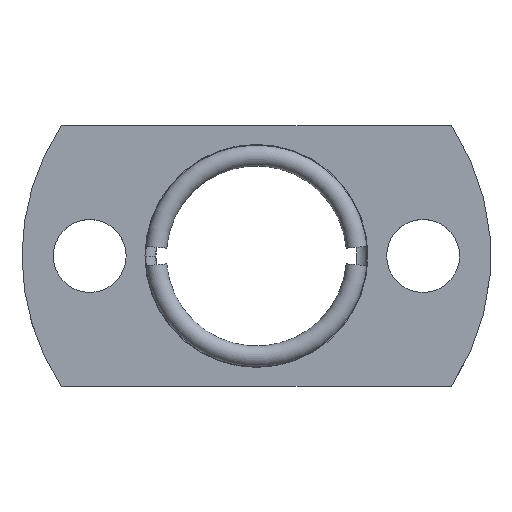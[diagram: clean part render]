
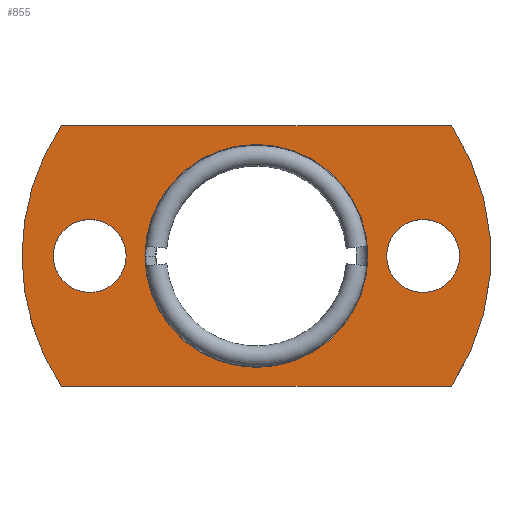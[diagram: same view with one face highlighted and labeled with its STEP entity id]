
A CAD part, top view. The second image highlights one B-rep face of the part: STEP entity #855.
In plain terms, the highlighted planar face has unit normal (0, 0, 1).
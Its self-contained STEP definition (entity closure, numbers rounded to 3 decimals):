
#36 = VERTEX_POINT ( 'NONE', #828 ) ;
#41 = EDGE_CURVE ( 'NONE', #56, #806, #858, .T. ) ;
#45 = CARTESIAN_POINT ( 'NONE',  ( -16., 0., 9.2 ) ) ;
#52 = AXIS2_PLACEMENT_3D ( 'NONE', #895, #672, #496 ) ;
#53 = EDGE_LOOP ( 'NONE', ( #287, #273 ) ) ;
#56 = VERTEX_POINT ( 'NONE', #341 ) ;
#71 = VERTEX_POINT ( 'NONE', #416 ) ;
#75 = PLANE ( 'NONE',  #904 ) ;
#85 = CARTESIAN_POINT ( 'NONE',  ( 16., 0., 9.2 ) ) ;
#96 = CIRCLE ( 'NONE', #850, 22.5 ) ;
#99 = CARTESIAN_POINT ( 'NONE',  ( -22.5, 0., 9.2 ) ) ;
#106 = DIRECTION ( 'NONE',  ( 0., 0., 1. ) ) ;
#112 = ORIENTED_EDGE ( 'NONE', *, *, #41, .T. ) ;
#124 = DIRECTION ( 'NONE',  ( 1., 0., 0. ) ) ;
#128 = VERTEX_POINT ( 'NONE', #760 ) ;
#140 = DIRECTION ( 'NONE',  ( 1., 0., 0. ) ) ;
#141 = VECTOR ( 'NONE', #334, 1000. ) ;
#142 = EDGE_CURVE ( 'NONE', #546, #56, #813, .T. ) ;
#150 = DIRECTION ( 'NONE',  ( 1., 0., 0. ) ) ;
#153 = DIRECTION ( 'NONE',  ( 0., 0., 1. ) ) ;
#156 = AXIS2_PLACEMENT_3D ( 'NONE', #85, #593, #159 ) ;
#159 = DIRECTION ( 'NONE',  ( 1., 0., 0. ) ) ;
#174 = DIRECTION ( 'NONE',  ( 1., 0., 0. ) ) ;
#186 = CARTESIAN_POINT ( 'NONE',  ( 0., 0., 9.2 ) ) ;
#191 = CARTESIAN_POINT ( 'NONE',  ( -18.708, -12.5, 9.2 ) ) ;
#192 = EDGE_CURVE ( 'NONE', #806, #359, #439, .T. ) ;
#194 = EDGE_CURVE ( 'NONE', #625, #36, #590, .T. ) ;
#196 = ORIENTED_EDGE ( 'NONE', *, *, #467, .F. ) ;
#258 = EDGE_LOOP ( 'NONE', ( #368, #196 ) ) ;
#273 = ORIENTED_EDGE ( 'NONE', *, *, #194, .F. ) ;
#279 = DIRECTION ( 'NONE',  ( 1., 0., 0. ) ) ;
#287 = ORIENTED_EDGE ( 'NONE', *, *, #445, .F. ) ;
#288 = EDGE_CURVE ( 'NONE', #359, #128, #724, .T. ) ;
#290 = FACE_OUTER_BOUND ( 'NONE', #518, .T. ) ;
#296 = CARTESIAN_POINT ( 'NONE',  ( 12.5, 0., 9.2 ) ) ;
#316 = ORIENTED_EDGE ( 'NONE', *, *, #288, .T. ) ;
#319 = DIRECTION ( 'NONE',  ( 0., 0., 1. ) ) ;
#321 = AXIS2_PLACEMENT_3D ( 'NONE', #570, #645, #140 ) ;
#334 = DIRECTION ( 'NONE',  ( -1., 0., 0. ) ) ;
#341 = CARTESIAN_POINT ( 'NONE',  ( -18.708, -12.5, 9.2 ) ) ;
#359 = VERTEX_POINT ( 'NONE', #849 ) ;
#368 = ORIENTED_EDGE ( 'NONE', *, *, #472, .F. ) ;
#371 = VERTEX_POINT ( 'NONE', #632 ) ;
#381 = DIRECTION ( 'NONE',  ( 0., 0., 1. ) ) ;
#387 = CARTESIAN_POINT ( 'NONE',  ( 0., 0., 9.2 ) ) ;
#416 = CARTESIAN_POINT ( 'NONE',  ( -19.5, 0., 9.2 ) ) ;
#428 = EDGE_CURVE ( 'NONE', #71, #371, #822, .T. ) ;
#439 = CIRCLE ( 'NONE', #610, 22.5 ) ;
#443 = CIRCLE ( 'NONE', #934, 3.5 ) ;
#445 = EDGE_CURVE ( 'NONE', #36, #625, #603, .T. ) ;
#462 = ORIENTED_EDGE ( 'NONE', *, *, #142, .T. ) ;
#467 = EDGE_CURVE ( 'NONE', #537, #846, #804, .T. ) ;
#468 = FACE_BOUND ( 'NONE', #586, .T. ) ;
#472 = EDGE_CURVE ( 'NONE', #846, #537, #778, .T. ) ;
#496 = DIRECTION ( 'NONE',  ( 1., 0., 0. ) ) ;
#501 = CARTESIAN_POINT ( 'NONE',  ( 0., 0., 9.2 ) ) ;
#502 = ORIENTED_EDGE ( 'NONE', *, *, #192, .T. ) ;
#518 = EDGE_LOOP ( 'NONE', ( #614, #462, #112, #502, #316 ) ) ;
#524 = DIRECTION ( 'NONE',  ( 1., 0., 0. ) ) ;
#530 = DIRECTION ( 'NONE',  ( 0., 0., 1. ) ) ;
#537 = VERTEX_POINT ( 'NONE', #753 ) ;
#546 = VERTEX_POINT ( 'NONE', #99 ) ;
#547 = ORIENTED_EDGE ( 'NONE', *, *, #428, .F. ) ;
#551 = DIRECTION ( 'NONE',  ( 0., 0., 1. ) ) ;
#570 = CARTESIAN_POINT ( 'NONE',  ( 0., 0., 9.2 ) ) ;
#582 = DIRECTION ( 'NONE',  ( 0., 0., 1. ) ) ;
#584 = CARTESIAN_POINT ( 'NONE',  ( 0., 0., 9.2 ) ) ;
#586 = EDGE_LOOP ( 'NONE', ( #547, #794 ) ) ;
#590 = CIRCLE ( 'NONE', #714, 10.7 ) ;
#593 = DIRECTION ( 'NONE',  ( 0., 0., 1. ) ) ;
#603 = CIRCLE ( 'NONE', #906, 10.7 ) ;
#610 = AXIS2_PLACEMENT_3D ( 'NONE', #387, #319, #524 ) ;
#614 = ORIENTED_EDGE ( 'NONE', *, *, #888, .T. ) ;
#625 = VERTEX_POINT ( 'NONE', #912 ) ;
#632 = CARTESIAN_POINT ( 'NONE',  ( -12.5, 0., 9.2 ) ) ;
#645 = DIRECTION ( 'NONE',  ( 0., 0., 1. ) ) ;
#649 = EDGE_CURVE ( 'NONE', #371, #71, #443, .T. ) ;
#663 = DIRECTION ( 'NONE',  ( 1., 0., 0. ) ) ;
#666 = VECTOR ( 'NONE', #279, 1000. ) ;
#672 = DIRECTION ( 'NONE',  ( 0., 0., 1. ) ) ;
#674 = FACE_BOUND ( 'NONE', #258, .T. ) ;
#714 = AXIS2_PLACEMENT_3D ( 'NONE', #899, #106, #765 ) ;
#724 = LINE ( 'NONE', #924, #141 ) ;
#751 = DIRECTION ( 'NONE',  ( 1., 0., 0. ) ) ;
#753 = CARTESIAN_POINT ( 'NONE',  ( 19.5, 0., 9.2 ) ) ;
#760 = CARTESIAN_POINT ( 'NONE',  ( -18.708, 12.5, 9.2 ) ) ;
#765 = DIRECTION ( 'NONE',  ( 1., 0., 0. ) ) ;
#778 = CIRCLE ( 'NONE', #156, 3.5 ) ;
#794 = ORIENTED_EDGE ( 'NONE', *, *, #649, .F. ) ;
#798 = CARTESIAN_POINT ( 'NONE',  ( 18.708, -12.5, 9.2 ) ) ;
#804 = CIRCLE ( 'NONE', #52, 3.5 ) ;
#806 = VERTEX_POINT ( 'NONE', #798 ) ;
#808 = AXIS2_PLACEMENT_3D ( 'NONE', #820, #381, #751 ) ;
#813 = CIRCLE ( 'NONE', #321, 22.5 ) ;
#820 = CARTESIAN_POINT ( 'NONE',  ( -16., 0., 9.2 ) ) ;
#822 = CIRCLE ( 'NONE', #808, 3.5 ) ;
#828 = CARTESIAN_POINT ( 'NONE',  ( 10.7, 0., 9.2 ) ) ;
#846 = VERTEX_POINT ( 'NONE', #296 ) ;
#849 = CARTESIAN_POINT ( 'NONE',  ( 18.708, 12.5, 9.2 ) ) ;
#850 = AXIS2_PLACEMENT_3D ( 'NONE', #584, #153, #663 ) ;
#855 = ADVANCED_FACE ( 'NONE', ( #867, #468, #290, #674 ), #75, .T. ) ;
#858 = LINE ( 'NONE', #191, #666 ) ;
#867 = FACE_BOUND ( 'NONE', #53, .T. ) ;
#888 = EDGE_CURVE ( 'NONE', #128, #546, #96, .T. ) ;
#895 = CARTESIAN_POINT ( 'NONE',  ( 16., 0., 9.2 ) ) ;
#899 = CARTESIAN_POINT ( 'NONE',  ( 0., 0., 9.2 ) ) ;
#904 = AXIS2_PLACEMENT_3D ( 'NONE', #501, #582, #150 ) ;
#906 = AXIS2_PLACEMENT_3D ( 'NONE', #186, #530, #174 ) ;
#912 = CARTESIAN_POINT ( 'NONE',  ( -10.7, 0., 9.2 ) ) ;
#924 = CARTESIAN_POINT ( 'NONE',  ( -18.708, 12.5, 9.2 ) ) ;
#934 = AXIS2_PLACEMENT_3D ( 'NONE', #45, #551, #124 ) ;
